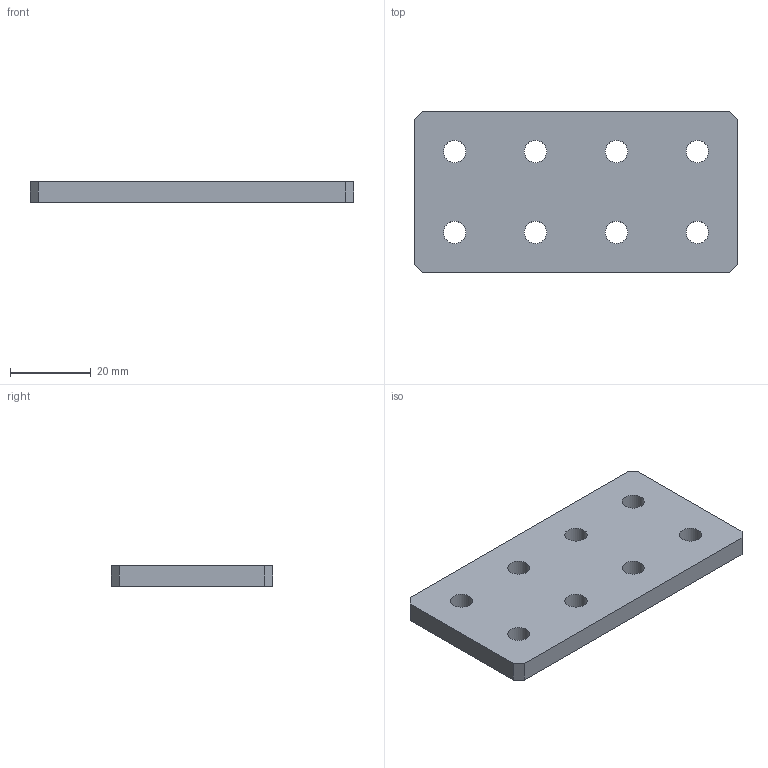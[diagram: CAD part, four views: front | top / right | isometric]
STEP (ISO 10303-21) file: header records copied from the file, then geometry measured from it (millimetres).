
FILE_DESCRIPTION(/* description */ (''),/* implementation_level */ '2;1');
FILE_NAME(/* name */ '10527_KriTec_Lasche_5_80x40x5_schwarz.stp',/* time_stamp */ '2014-06-04T16:07:10+02:00',/* author */ ('kostic'),/* organization */ (''),/* preprocessor_version */ 'ST-DEVELOPER v15.2',/* originating_system */ 'Autodesk Inventor 2014',/* authorisation */ '');
FILE_SCHEMA (('AUTOMOTIVE_DESIGN { 1 0 10303 214 3 1 1 }'));
Length unit declared in the file: millimetre
Products named in the file (1): 10527_KriTec_Lasche_5_80x40x5_schwarz
Bounding box: 80 x 40 x 5 mm (x, y, z)
Volume: 15009.7 mm3; surface area: 7871.6 mm2
Topology: 1 solids, 1 shells, 18 faces, 56 edges, 40 vertices
Faces by surface type: plane 10, cylinder 8
Full cylindrical faces by diameter (mm): 5.5 x8
Entity records: 581 total; most frequent: DIRECTION 94, CARTESIAN_POINT 91, ORIENTED_EDGE 80, EDGE_LOOP 42, EDGE_CURVE 40, AXIS2_PLACEMENT_3D 35, VERTEX_POINT 32, FACE_BOUND 26
